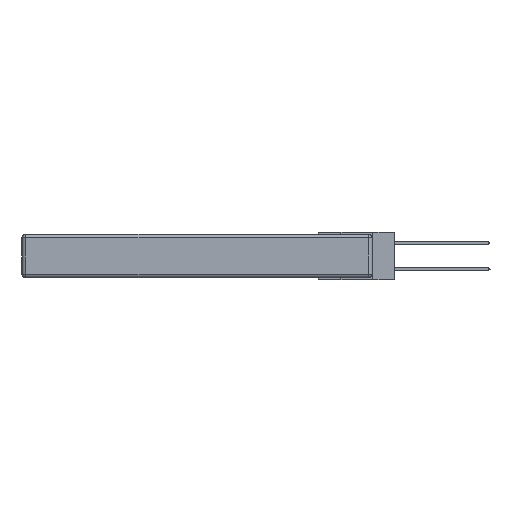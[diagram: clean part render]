
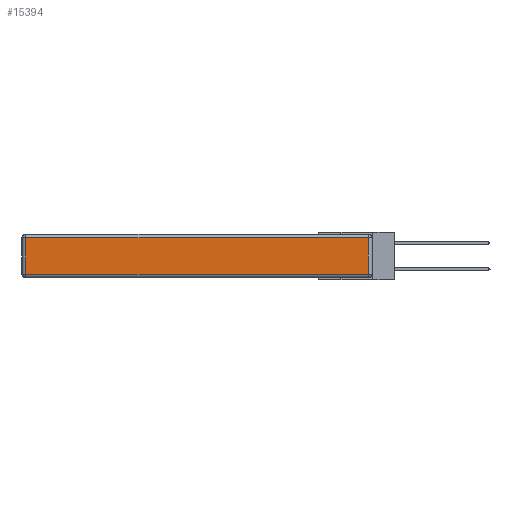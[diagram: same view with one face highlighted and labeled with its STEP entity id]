
A CAD part, left-side view. The second image highlights one B-rep face of the part: STEP entity #15394.
In plain terms, the highlighted planar face has unit normal (-1, 0, 0).
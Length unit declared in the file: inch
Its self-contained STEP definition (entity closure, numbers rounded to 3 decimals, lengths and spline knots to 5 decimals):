
#599 = LINE ( 'NONE', #2254, #16870 ) ;
#1007 = ORIENTED_EDGE ( 'NONE', *, *, #14473, .T. ) ;
#1453 = CARTESIAN_POINT ( 'NONE',  ( 0., 0.03, -0.03 ) ) ;
#1684 = ORIENTED_EDGE ( 'NONE', *, *, #17658, .T. ) ;
#2168 = DIRECTION ( 'NONE',  ( 0., 0., 1. ) ) ;
#2254 = CARTESIAN_POINT ( 'NONE',  ( 0., 2.75, -0.03 ) ) ;
#2470 = PLANE ( 'NONE',  #12576 ) ;
#2989 = EDGE_CURVE ( 'NONE', #8553, #12107, #3584, .T. ) ;
#3228 = LINE ( 'NONE', #6092, #4495 ) ;
#3584 = LINE ( 'NONE', #12032, #15649 ) ;
#4068 = DIRECTION ( 'NONE',  ( -1., 0., 0. ) ) ;
#4168 = CARTESIAN_POINT ( 'NONE',  ( 0., 2.72, -0.03 ) ) ;
#4451 = EDGE_LOOP ( 'NONE', ( #1007, #12459, #1684, #13045 ) ) ;
#4495 = VECTOR ( 'NONE', #12304, 39.37008 ) ;
#5414 = VERTEX_POINT ( 'NONE', #17665 ) ;
#6092 = CARTESIAN_POINT ( 'NONE',  ( 0., 0., -0.313 ) ) ;
#7590 = CARTESIAN_POINT ( 'NONE',  ( 0., 2.72, -0.313 ) ) ;
#8553 = VERTEX_POINT ( 'NONE', #4168 ) ;
#9699 = EDGE_CURVE ( 'NONE', #5414, #18612, #18635, .T. ) ;
#11641 = CARTESIAN_POINT ( 'NONE',  ( 0., 0.03, -0.343 ) ) ;
#12032 = CARTESIAN_POINT ( 'NONE',  ( 0., 2.72, -0.343 ) ) ;
#12107 = VERTEX_POINT ( 'NONE', #7590 ) ;
#12304 = DIRECTION ( 'NONE',  ( 0., -1., 0. ) ) ;
#12459 = ORIENTED_EDGE ( 'NONE', *, *, #9699, .T. ) ;
#12576 = AXIS2_PLACEMENT_3D ( 'NONE', #13508, #4068, #17958 ) ;
#13045 = ORIENTED_EDGE ( 'NONE', *, *, #2989, .T. ) ;
#13508 = CARTESIAN_POINT ( 'NONE',  ( 0., 0., -0.343 ) ) ;
#13529 = DIRECTION ( 'NONE',  ( 0., 0., -1. ) ) ;
#14473 = EDGE_CURVE ( 'NONE', #12107, #5414, #3228, .T. ) ;
#15394 = ADVANCED_FACE ( 'NONE', ( #17725 ), #2470, .T. ) ;
#15649 = VECTOR ( 'NONE', #13529, 39.37008 ) ;
#16505 = DIRECTION ( 'NONE',  ( 0., 1., 0. ) ) ;
#16870 = VECTOR ( 'NONE', #16505, 39.37008 ) ;
#17658 = EDGE_CURVE ( 'NONE', #18612, #8553, #599, .T. ) ;
#17665 = CARTESIAN_POINT ( 'NONE',  ( 0., 0.03, -0.313 ) ) ;
#17725 = FACE_OUTER_BOUND ( 'NONE', #4451, .T. ) ;
#17958 = DIRECTION ( 'NONE',  ( 0., 0., 1. ) ) ;
#18390 = VECTOR ( 'NONE', #2168, 39.37008 ) ;
#18612 = VERTEX_POINT ( 'NONE', #1453 ) ;
#18635 = LINE ( 'NONE', #11641, #18390 ) ;
